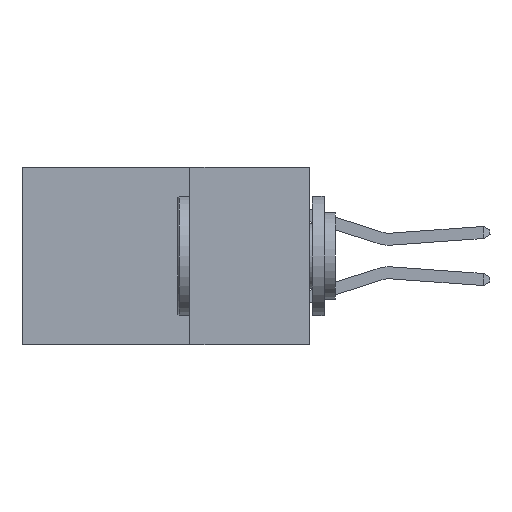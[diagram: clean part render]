
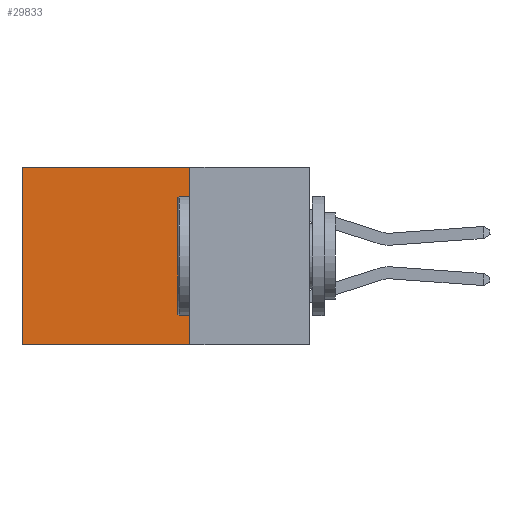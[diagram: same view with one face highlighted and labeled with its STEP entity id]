
A CAD part, left-side view. The second image highlights one B-rep face of the part: STEP entity #29833.
In plain terms, the highlighted planar face has unit normal (-1, 0, 0).
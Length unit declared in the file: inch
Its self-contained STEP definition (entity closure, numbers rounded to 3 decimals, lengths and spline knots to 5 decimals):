
#47 = CARTESIAN_POINT ( 'NONE',  ( 0.298, 0.25, 0. ) ) ;
#1262 = ORIENTED_EDGE ( 'NONE', *, *, #6995, .F. ) ;
#2160 = CARTESIAN_POINT ( 'NONE',  ( 0.298, 0.6, 0. ) ) ;
#4252 = VECTOR ( 'NONE', #5874, 39.37008 ) ;
#5842 = CARTESIAN_POINT ( 'NONE',  ( 0.298, 0.6, 0. ) ) ;
#5874 = DIRECTION ( 'NONE',  ( 0., 0., -1. ) ) ;
#6400 = VERTEX_POINT ( 'NONE', #24981 ) ;
#6692 = CARTESIAN_POINT ( 'NONE',  ( 0.298, 0.25, 0. ) ) ;
#6995 = EDGE_CURVE ( 'NONE', #6400, #13661, #31264, .T. ) ;
#7437 = DIRECTION ( 'NONE',  ( 1., 0., 0. ) ) ;
#7684 = DIRECTION ( 'NONE',  ( 0., 1., 0. ) ) ;
#8420 = DIRECTION ( 'NONE',  ( 0., 0., -1. ) ) ;
#9855 = FACE_OUTER_BOUND ( 'NONE', #12281, .T. ) ;
#10387 = LINE ( 'NONE', #47, #15402 ) ;
#12281 = EDGE_LOOP ( 'NONE', ( #13681, #18207, #1262, #18535 ) ) ;
#13661 = VERTEX_POINT ( 'NONE', #15552 ) ;
#13679 = CARTESIAN_POINT ( 'NONE',  ( 0.298, 0.25, -0.37 ) ) ;
#13681 = ORIENTED_EDGE ( 'NONE', *, *, #13738, .T. ) ;
#13738 = EDGE_CURVE ( 'NONE', #25893, #29332, #19741, .T. ) ;
#15374 = CARTESIAN_POINT ( 'NONE',  ( 0.298, 0.6, -0.37 ) ) ;
#15402 = VECTOR ( 'NONE', #7684, 39.37008 ) ;
#15552 = CARTESIAN_POINT ( 'NONE',  ( 0.298, 0.25, -0.37 ) ) ;
#16141 = DIRECTION ( 'NONE',  ( 0., 1., 0. ) ) ;
#16912 = AXIS2_PLACEMENT_3D ( 'NONE', #31933, #7437, #24665 ) ;
#17320 = PLANE ( 'NONE',  #16912 ) ;
#18207 = ORIENTED_EDGE ( 'NONE', *, *, #24520, .F. ) ;
#18535 = ORIENTED_EDGE ( 'NONE', *, *, #27926, .T. ) ;
#19741 = LINE ( 'NONE', #5842, #31931 ) ;
#23719 = VECTOR ( 'NONE', #16141, 39.37008 ) ;
#24520 = EDGE_CURVE ( 'NONE', #13661, #29332, #30222, .T. ) ;
#24665 = DIRECTION ( 'NONE',  ( 0., 0., -1. ) ) ;
#24981 = CARTESIAN_POINT ( 'NONE',  ( 0.298, 0.25, 0. ) ) ;
#25893 = VERTEX_POINT ( 'NONE', #2160 ) ;
#27926 = EDGE_CURVE ( 'NONE', #6400, #25893, #10387, .T. ) ;
#29332 = VERTEX_POINT ( 'NONE', #15374 ) ;
#29833 = ADVANCED_FACE ( 'NONE', ( #9855 ), #17320, .F. ) ;
#30222 = LINE ( 'NONE', #13679, #23719 ) ;
#31264 = LINE ( 'NONE', #6692, #4252 ) ;
#31931 = VECTOR ( 'NONE', #8420, 39.37008 ) ;
#31933 = CARTESIAN_POINT ( 'NONE',  ( 0.298, 0.25, 0. ) ) ;
